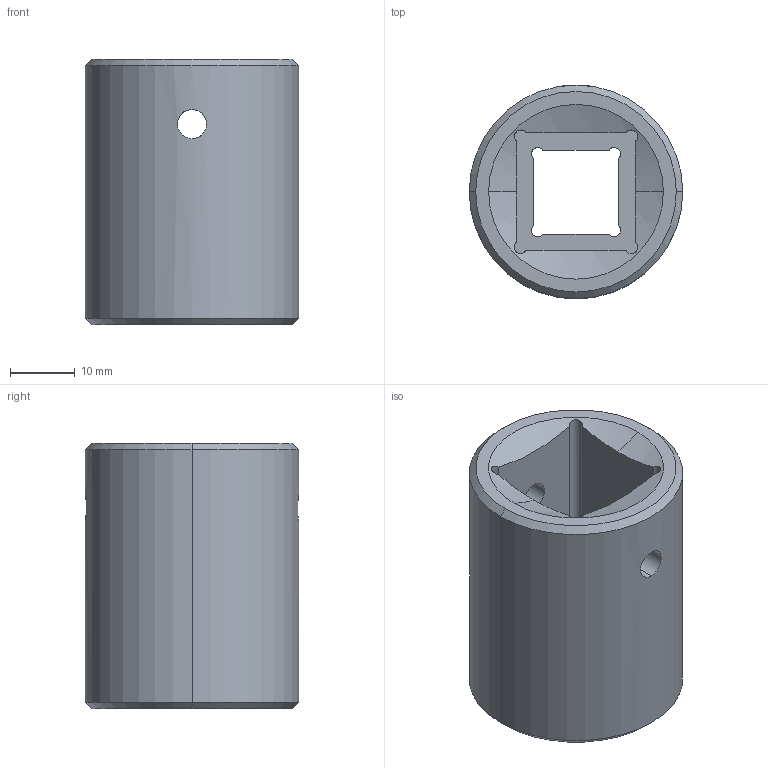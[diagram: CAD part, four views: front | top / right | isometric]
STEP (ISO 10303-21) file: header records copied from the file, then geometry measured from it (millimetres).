
FILE_DESCRIPTION (( 'STEP AP214' ), '1' );
FILE_NAME ('Douille a choc spéciale.STEP', '2020-11-02T09:48:01', ( '' ), ( '' ), 'SwSTEP 2.0', 'SolidWorks 2012', '' );
FILE_SCHEMA (( 'AUTOMOTIVE_DESIGN' ));
Length unit declared in the file: millimetre
Products named in the file (1): Douille a choc spéciale
Bounding box: 33 x 33 x 41 mm (x, y, z)
Volume: 22858.6 mm3; surface area: 8346.9 mm2
Topology: 1 solids, 1 shells, 37 faces, 98 edges, 64 vertices
Faces by surface type: cylinder 18, plane 11, cone 4, sphere 4
Entity records: 1436 total; most frequent: CARTESIAN_POINT 458, DIRECTION 202, ORIENTED_EDGE 196, EDGE_CURVE 98, AXIS2_PLACEMENT_3D 82, VERTEX_POINT 64, EDGE_LOOP 44, CIRCLE 44
